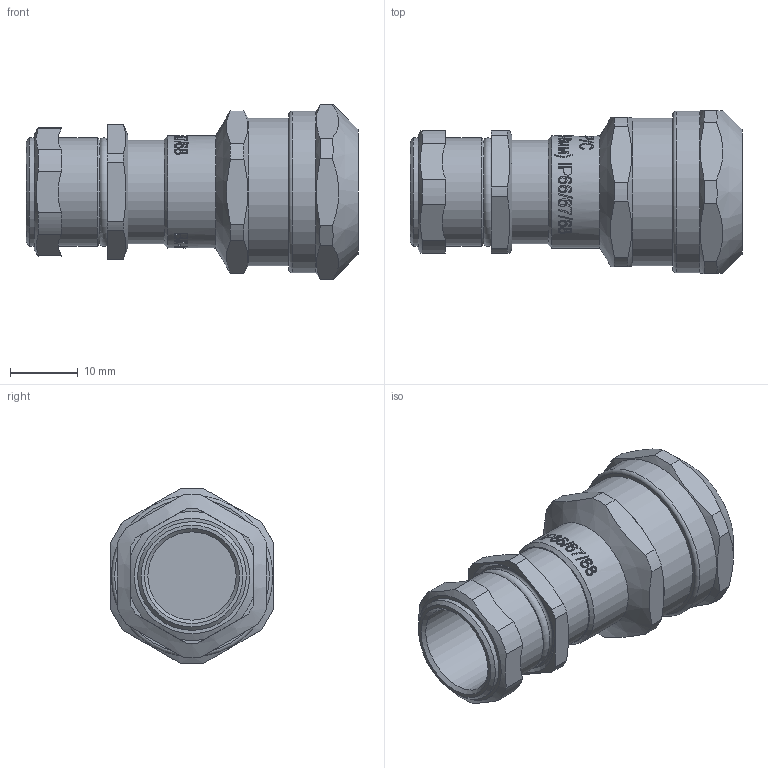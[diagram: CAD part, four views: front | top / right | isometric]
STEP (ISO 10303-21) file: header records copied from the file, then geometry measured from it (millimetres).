
FILE_DESCRIPTION(/* description */ (''),/* implementation_level */ '2;1');
FILE_NAME(/* name */ 'Модель ВК-М16-8-МР10.stp',/* time_stamp */ '2020-07-15T15:24:00+07:00',/* author */ ('Борисов Е'),/* organization */ (''),/* preprocessor_version */ 'ST-DEVELOPER v17',/* originating_system */ 'Autodesk Inventor 2019',/* authorisation */ '');
FILE_SCHEMA (('AUTOMOTIVE_DESIGN { 1 0 10303 214 3 1 1 }'));
Length unit declared in the file: millimetre
Products named in the file (1): Модель ВК-М1
6-8-МР10
Bounding box: 48.91 x 24 x 25.71 mm (x, y, z)
Volume: 10696.5 mm3; surface area: 6729.4 mm2
Topology: 1 solids, 1 shells, 565 faces, 1508 edges, 1013 vertices
Faces by surface type: bspline 261, plane 193, cylinder 86, cone 19, torus 6
Full cylindrical faces by diameter (mm): 9.78 x1, 10.3 x1, 13 x1, 15.2 x1, 16 x4, 16.5 x1, 17 x1, 20 x1, 20.4 x1, 21.8 x1, 23.8 x1
Entity records: 24230 total; most frequent: CARTESIAN_POINT 11154, ORIENTED_EDGE 3016, DIRECTION 1835, EDGE_CURVE 1508, VERTEX_POINT 1013, EDGE_LOOP 633, AXIS2_PLACEMENT_3D 613, LINE 609
